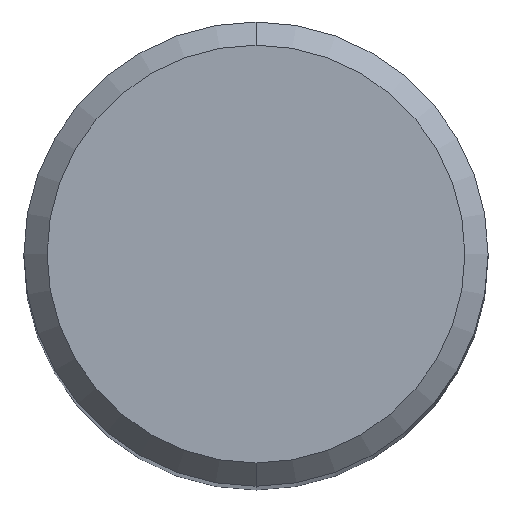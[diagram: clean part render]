
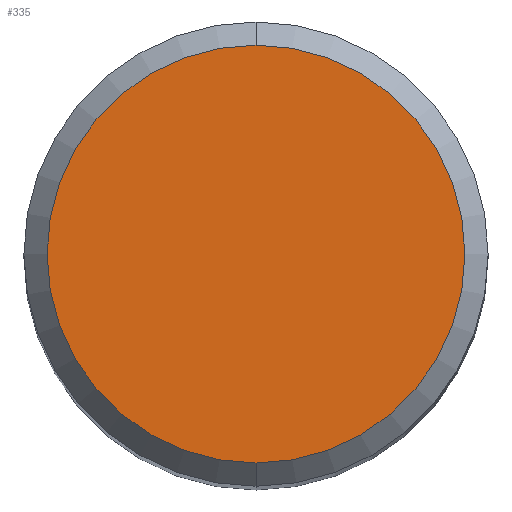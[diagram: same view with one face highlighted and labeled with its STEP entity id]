
A CAD part, top view. The second image highlights one B-rep face of the part: STEP entity #335.
In plain terms, the highlighted planar face has unit normal (0, 0, 1).
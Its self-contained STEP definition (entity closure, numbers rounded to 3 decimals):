
#197=VERTEX_POINT('',#489);
#335=ADVANCED_FACE('',(#643),#644,.T.);
#379=EDGE_CURVE('',#197,#421,#690,.T.);
#387=EDGE_CURVE('',#421,#197,#698,.T.);
#421=VERTEX_POINT('',#734);
#489=CARTESIAN_POINT('',(0.0,3.6,0.0));
#643=FACE_OUTER_BOUND('',#1186,.T.);
#644=PLANE('',#1187);
#690=CIRCLE('',#1251,3.6);
#698=CIRCLE('',#1274,3.6);
#734=CARTESIAN_POINT('',(0.,-3.6,0.0));
#1186=EDGE_LOOP('',(#1587,#1588));
#1187=AXIS2_PLACEMENT_3D('',#1589,#1590,#1591);
#1251=AXIS2_PLACEMENT_3D('',#1632,#1633,#1634);
#1274=AXIS2_PLACEMENT_3D('',#1636,#1637,#1638);
#1587=ORIENTED_EDGE('',*,*,#379,.F.);
#1588=ORIENTED_EDGE('',*,*,#387,.F.);
#1589=CARTESIAN_POINT('',(0.0,1.8,0.0));
#1590=DIRECTION('',(-0.0,0.0,1.0));
#1591=DIRECTION('',(0.0,-1.0,0.0));
#1632=CARTESIAN_POINT('',(0.0,0.0,0.0));
#1633=DIRECTION('',(0.0,0.0,-1.0));
#1634=DIRECTION('',(0.0,1.0,0.0));
#1636=CARTESIAN_POINT('',(0.0,0.0,0.0));
#1637=DIRECTION('',(0.0,0.0,-1.0));
#1638=DIRECTION('',(0.0,1.0,0.0));
